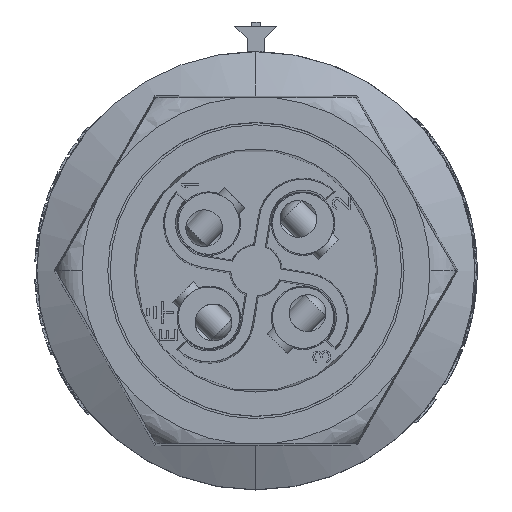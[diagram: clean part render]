
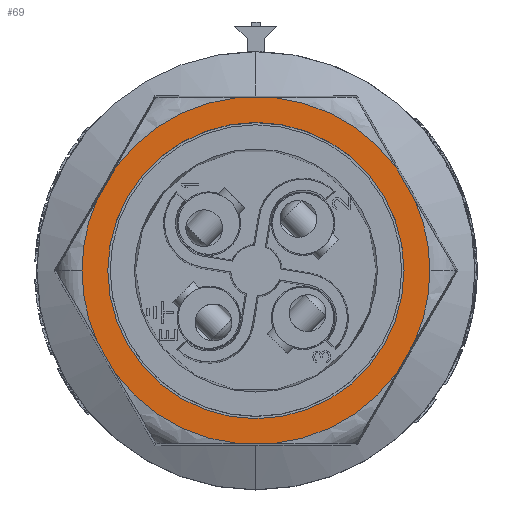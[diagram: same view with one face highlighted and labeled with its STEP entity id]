
A CAD part, top view. The second image highlights one B-rep face of the part: STEP entity #69.
In plain terms, the highlighted planar face has unit normal (0, 0, 1).
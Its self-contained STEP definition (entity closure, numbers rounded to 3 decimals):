
#69=ADVANCED_FACE('',(#3431,#3432),#3433,.F.);
#3431=FACE_OUTER_BOUND('',#10116,.T.);
#3432=FACE_BOUND('',#10117,.T.);
#3433=PLANE('',#10118);
#10116=EDGE_LOOP('',(#21588,#21589,#21590,#21591,#21592,#21593,#21594,#21595,#21596,#21597,#21598,#21599,#21600,#21601));
#10117=EDGE_LOOP('',(#21602,#21603));
#10118=AXIS2_PLACEMENT_3D('',#21604,#21605,#21606);
#21588=ORIENTED_EDGE('',*,*,#49139,.F.);
#21589=ORIENTED_EDGE('',*,*,#49144,.T.);
#21590=ORIENTED_EDGE('',*,*,#49145,.F.);
#21591=ORIENTED_EDGE('',*,*,#49146,.T.);
#21592=ORIENTED_EDGE('',*,*,#49147,.F.);
#21593=ORIENTED_EDGE('',*,*,#47179,.T.);
#21594=ORIENTED_EDGE('',*,*,#49148,.T.);
#21595=ORIENTED_EDGE('',*,*,#49149,.F.);
#21596=ORIENTED_EDGE('',*,*,#49150,.T.);
#21597=ORIENTED_EDGE('',*,*,#49151,.F.);
#21598=ORIENTED_EDGE('',*,*,#49152,.T.);
#21599=ORIENTED_EDGE('',*,*,#49153,.F.);
#21600=ORIENTED_EDGE('',*,*,#49154,.T.);
#21601=ORIENTED_EDGE('',*,*,#47183,.T.);
#21602=ORIENTED_EDGE('',*,*,#49155,.T.);
#21603=ORIENTED_EDGE('',*,*,#49156,.T.);
#21604=CARTESIAN_POINT('',(0.0,0.0,16.0));
#21605=DIRECTION('',(0.0,0.0,-1.0));
#21606=DIRECTION('',(0.0,-1.0,0.0));
#47179=EDGE_CURVE('',#56258,#56255,#56259,.T.);
#47183=EDGE_CURVE('',#56262,#56264,#56266,.T.);
#49139=EDGE_CURVE('',#60167,#56264,#60168,.T.);
#49144=EDGE_CURVE('',#60167,#60173,#60175,.T.);
#49145=EDGE_CURVE('',#60176,#60173,#60177,.T.);
#49146=EDGE_CURVE('',#60176,#60178,#60179,.T.);
#49147=EDGE_CURVE('',#56258,#60178,#60180,.T.);
#49148=EDGE_CURVE('',#56255,#60181,#60182,.T.);
#49149=EDGE_CURVE('',#60183,#60181,#60184,.T.);
#49150=EDGE_CURVE('',#60183,#60185,#60186,.T.);
#49151=EDGE_CURVE('',#60187,#60185,#60188,.T.);
#49152=EDGE_CURVE('',#60187,#60189,#60190,.T.);
#49153=EDGE_CURVE('',#60191,#60189,#60192,.T.);
#49154=EDGE_CURVE('',#60191,#56262,#60193,.T.);
#49155=EDGE_CURVE('',#60194,#60195,#60196,.T.);
#49156=EDGE_CURVE('',#60195,#60194,#60197,.T.);
#56255=VERTEX_POINT('',#71698);
#56258=VERTEX_POINT('',#71701);
#56259=CIRCLE('',#71702,19.852);
#56262=VERTEX_POINT('',#71731);
#56264=VERTEX_POINT('',#71733);
#56266=CIRCLE('',#71761,19.852);
#60167=VERTEX_POINT('',#79919);
#60168=LINE('',#79920,#79921);
#60173=VERTEX_POINT('',#79954);
#60175=CIRCLE('',#79982,19.852);
#60176=VERTEX_POINT('',#79983);
#60177=LINE('',#79984,#79985);
#60178=VERTEX_POINT('',#79986);
#60179=CIRCLE('',#79987,19.852);
#60180=LINE('',#79988,#79989);
#60181=VERTEX_POINT('',#79990);
#60182=CIRCLE('',#79991,19.852);
#60183=VERTEX_POINT('',#79992);
#60184=LINE('',#79993,#79994);
#60185=VERTEX_POINT('',#79995);
#60186=CIRCLE('',#79996,19.852);
#60187=VERTEX_POINT('',#79997);
#60188=LINE('',#79998,#79999);
#60189=VERTEX_POINT('',#80000);
#60190=CIRCLE('',#80001,19.852);
#60191=VERTEX_POINT('',#80002);
#60192=LINE('',#80003,#80004);
#60193=CIRCLE('',#80005,19.852);
#60194=VERTEX_POINT('',#80006);
#60195=VERTEX_POINT('',#80007);
#60196=CIRCLE('',#80008,16.9);
#60197=CIRCLE('',#80009,16.9);
#71698=CARTESIAN_POINT('',(19.852,0.,16.0));
#71701=CARTESIAN_POINT('',(18.153,-8.034,16.0));
#71702=AXIS2_PLACEMENT_3D('',#103772,#103773,#103774);
#71731=CARTESIAN_POINT('',(-19.852,0.,16.0));
#71733=CARTESIAN_POINT('',(-18.153,-8.034,16.0));
#71761=AXIS2_PLACEMENT_3D('',#103778,#103779,#103780);
#79919=CARTESIAN_POINT('',(-16.035,-11.704,16.0));
#79920=CARTESIAN_POINT('',(-16.035,-11.704,16.0));
#79921=VECTOR('',#105387,4.237);
#79954=CARTESIAN_POINT('',(-2.118,-19.738,16.0));
#79982=AXIS2_PLACEMENT_3D('',#105390,#105391,#105392);
#79983=CARTESIAN_POINT('',(2.118,-19.738,16.0));
#79984=CARTESIAN_POINT('',(2.118,-19.738,16.0));
#79985=VECTOR('',#105393,4.237);
#79986=CARTESIAN_POINT('',(16.035,-11.704,16.0));
#79987=AXIS2_PLACEMENT_3D('',#105394,#105395,#105396);
#79988=CARTESIAN_POINT('',(18.153,-8.034,16.0));
#79989=VECTOR('',#105397,4.237);
#79990=CARTESIAN_POINT('',(18.153,8.034,16.0));
#79991=AXIS2_PLACEMENT_3D('',#105398,#105399,#105400);
#79992=CARTESIAN_POINT('',(16.035,11.704,16.0));
#79993=CARTESIAN_POINT('',(16.035,11.704,16.0));
#79994=VECTOR('',#105401,4.237);
#79995=CARTESIAN_POINT('',(2.118,19.738,16.0));
#79996=AXIS2_PLACEMENT_3D('',#105402,#105403,#105404);
#79997=CARTESIAN_POINT('',(-2.118,19.738,16.0));
#79998=CARTESIAN_POINT('',(-2.118,19.738,16.0));
#79999=VECTOR('',#105405,4.237);
#80000=CARTESIAN_POINT('',(-16.035,11.704,16.0));
#80001=AXIS2_PLACEMENT_3D('',#105406,#105407,#105408);
#80002=CARTESIAN_POINT('',(-18.153,8.034,16.0));
#80003=CARTESIAN_POINT('',(-18.153,8.034,16.0));
#80004=VECTOR('',#105409,4.237);
#80005=AXIS2_PLACEMENT_3D('',#105410,#105411,#105412);
#80006=CARTESIAN_POINT('',(-16.9,0.0,16.0));
#80007=CARTESIAN_POINT('',(16.9,0.0,16.0));
#80008=AXIS2_PLACEMENT_3D('',#105413,#105414,#105415);
#80009=AXIS2_PLACEMENT_3D('',#105416,#105417,#105418);
#103772=CARTESIAN_POINT('',(0.0,0.0,16.0));
#103773=DIRECTION('',(0.0,0.0,1.0));
#103774=DIRECTION('',(0.914,-0.405,0.0));
#103778=CARTESIAN_POINT('',(0.0,0.0,16.0));
#103779=DIRECTION('',(0.0,0.0,1.0));
#103780=DIRECTION('',(-0.914,0.405,0.0));
#105387=DIRECTION('',(-0.5,0.866,0.0));
#105390=CARTESIAN_POINT('',(0.0,0.0,16.0));
#105391=DIRECTION('',(0.0,0.0,1.0));
#105392=DIRECTION('',(-0.808,-0.59,0.0));
#105393=DIRECTION('',(-1.0,0.0,0.0));
#105394=CARTESIAN_POINT('',(0.0,0.0,16.0));
#105395=DIRECTION('',(0.0,0.0,1.0));
#105396=DIRECTION('',(0.107,-0.994,0.0));
#105397=DIRECTION('',(-0.5,-0.866,0.0));
#105398=CARTESIAN_POINT('',(0.0,0.0,16.0));
#105399=DIRECTION('',(0.0,0.0,1.0));
#105400=DIRECTION('',(0.914,-0.405,0.0));
#105401=DIRECTION('',(0.5,-0.866,0.0));
#105402=CARTESIAN_POINT('',(0.0,0.0,16.0));
#105403=DIRECTION('',(0.0,-0.0,1.0));
#105404=DIRECTION('',(0.808,0.59,0.0));
#105405=DIRECTION('',(1.0,0.0,0.0));
#105406=CARTESIAN_POINT('',(0.0,0.0,16.0));
#105407=DIRECTION('',(0.0,0.0,1.0));
#105408=DIRECTION('',(-0.107,0.994,0.0));
#105409=DIRECTION('',(0.5,0.866,0.0));
#105410=CARTESIAN_POINT('',(0.0,0.0,16.0));
#105411=DIRECTION('',(0.0,0.0,1.0));
#105412=DIRECTION('',(-0.914,0.405,0.0));
#105413=CARTESIAN_POINT('',(0.0,0.0,16.0));
#105414=DIRECTION('',(0.0,0.0,-1.0));
#105415=DIRECTION('',(-1.0,0.0,0.0));
#105416=CARTESIAN_POINT('',(0.0,0.0,16.0));
#105417=DIRECTION('',(0.0,0.0,-1.0));
#105418=DIRECTION('',(1.0,0.0,0.0));
